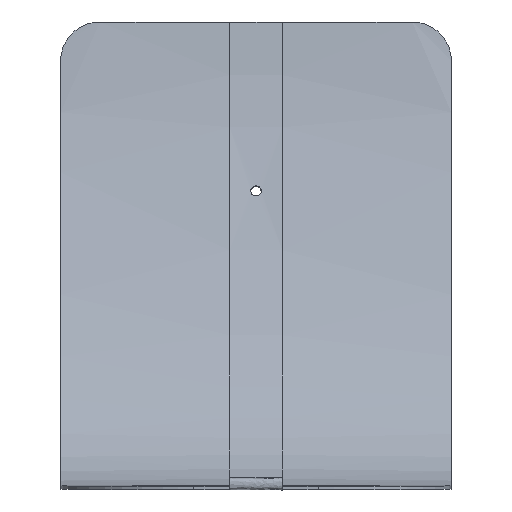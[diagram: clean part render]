
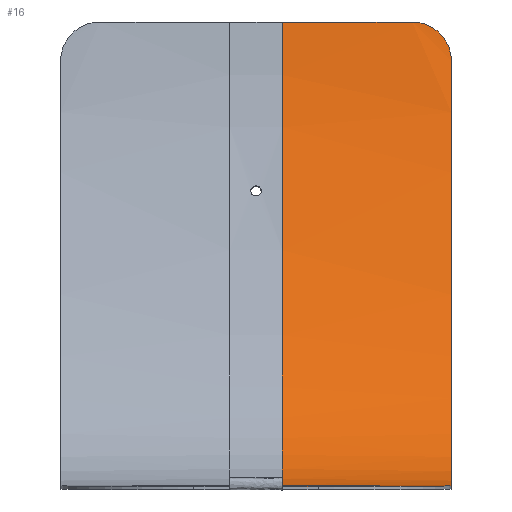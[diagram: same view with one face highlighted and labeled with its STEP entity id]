
A CAD part, front view. The second image highlights one B-rep face of the part: STEP entity #16.
In plain terms, the highlighted free-form (B-spline) face has degree [1, 3] with [2, 7] control points.
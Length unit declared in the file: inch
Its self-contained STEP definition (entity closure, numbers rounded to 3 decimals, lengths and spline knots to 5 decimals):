
#16=ADVANCED_FACE('',(#41),#356,.T.);
#41=FACE_OUTER_BOUND('',#65,.T.);
#65=EDGE_LOOP('',(#97,#98,#99,#100,#101,#102));
#97=ORIENTED_EDGE('',*,*,#242,.F.);
#98=ORIENTED_EDGE('',*,*,#200,.F.);
#99=ORIENTED_EDGE('',*,*,#199,.F.);
#100=ORIENTED_EDGE('',*,*,#201,.T.);
#101=ORIENTED_EDGE('',*,*,#225,.F.);
#102=ORIENTED_EDGE('',*,*,#216,.T.);
#199=EDGE_CURVE('',#310,#309,#261,.T.);
#200=EDGE_CURVE('',#309,#332,#262,.T.);
#201=EDGE_CURVE('',#310,#317,#263,.T.);
#216=EDGE_CURVE('',#316,#336,#278,.T.);
#225=EDGE_CURVE('',#316,#317,#286,.T.);
#242=EDGE_CURVE('',#332,#336,#300,.T.);
#261=B_SPLINE_CURVE_WITH_KNOTS('',3,(#832,#833,#834,#835,#836,#837,#838),
 .UNSPECIFIED.,.F.,.F.,(4,1,1,1,4),(0.,6.00772,6.5,15.40225,
19.52535),.UNSPECIFIED.);
#262=B_SPLINE_CURVE_WITH_KNOTS('',1,(#839,#840),.UNSPECIFIED.,.F.,.F.,(2,
2),(0.,3.07465),.UNSPECIFIED.);
#263=B_SPLINE_CURVE_WITH_KNOTS('',1,(#841,#842),.UNSPECIFIED.,.F.,.F.,(2,
2),(0.,0.84959),.UNSPECIFIED.);
#278=B_SPLINE_CURVE_WITH_KNOTS('',3,(#910,#911,#912,#913,#914,#915,#916),
 .UNSPECIFIED.,.F.,.F.,(4,1,1,1,4),(3.4594,6.00772,6.5,
15.40225,18.58658),.UNSPECIFIED.);
#286=B_SPLINE_CURVE_WITH_KNOTS('',3,(#1000,#1001,#1002,#1003,#1004,#1005,
#1006,#1007,#1008,#1009,#1010,#1011,#1012,#1013,#1014,#1015,#1016,#1017,
#1018,#1019),.UNSPECIFIED.,.F.,.F.,(4,1,1,1,1,1,1,1,1,1,1,1,1,1,1,1,1,4),
(0.,0.26644,0.54137,0.82411,1.11381,
1.40946,1.70992,2.01391,2.32005,2.62692,
2.93305,3.23704,3.53749,3.83314,4.12283,
4.40557,4.68049,4.94693),.UNSPECIFIED.);
#300=B_SPLINE_CURVE_WITH_KNOTS('',3,(#1192,#1193,#1194,#1195,#1196,#1197,
#1198,#1199,#1200,#1201,#1202,#1203,#1204,#1205,#1206,#1207,#1208,#1209,
#1210,#1211),.UNSPECIFIED.,.F.,.F.,(4,1,1,1,1,1,1,1,1,1,1,1,1,1,1,1,1,4),
(0.,0.07826,0.15901,0.24206,0.32715,
0.41399,0.50224,0.59153,0.68145,
0.77159,0.86153,0.95085,1.03914,
1.12604,1.21122,1.29438,1.37527,1.45369),
 .UNSPECIFIED.);
#309=VERTEX_POINT('',#797);
#310=VERTEX_POINT('',#798);
#316=VERTEX_POINT('',#804);
#317=VERTEX_POINT('',#805);
#332=VERTEX_POINT('',#820);
#336=VERTEX_POINT('',#824);
#356=B_SPLINE_SURFACE_WITH_KNOTS('',1,3,((#434,#435,#436,#437,#438,#439,
#440),(#441,#442,#443,#444,#445,#446,#447)),.UNSPECIFIED.,.F.,.F.,.F.,(2,
2),(4,1,1,1,4),(0.,4.),(0.,6.00772,6.5,15.40225,19.52535),
 .UNSPECIFIED.);
#434=CARTESIAN_POINT('',(16.88788,0.32755,0.));
#435=CARTESIAN_POINT('',(16.88788,2.00257,0.));
#436=CARTESIAN_POINT('',(16.88788,4.15271,0.04492));
#437=CARTESIAN_POINT('',(16.88788,9.33238,-0.07897));
#438=CARTESIAN_POINT('',(16.88788,11.69553,5.74506));
#439=CARTESIAN_POINT('',(16.88788,12.8358,9.63547));
#440=CARTESIAN_POINT('',(16.88788,13.,11.));
#441=CARTESIAN_POINT('',(20.88788,0.32755,0.));
#442=CARTESIAN_POINT('',(20.88788,2.00257,0.));
#443=CARTESIAN_POINT('',(20.88788,4.15271,0.04492));
#444=CARTESIAN_POINT('',(20.88788,9.33238,-0.07897));
#445=CARTESIAN_POINT('',(20.88788,11.69553,5.74506));
#446=CARTESIAN_POINT('',(20.88788,12.8358,9.63547));
#447=CARTESIAN_POINT('',(20.88788,13.,11.));
#797=CARTESIAN_POINT('',(16.88788,13.,11.));
#798=CARTESIAN_POINT('',(16.88788,0.32755,0.));
#804=CARTESIAN_POINT('',(20.88788,3.47796,0.01752));
#805=CARTESIAN_POINT('',(17.73747,0.32755,0.));
#820=CARTESIAN_POINT('',(19.96253,13.,11.));
#824=CARTESIAN_POINT('',(20.88788,12.85822,10.08503));
#832=CARTESIAN_POINT('',(16.88788,0.32755,0.));
#833=CARTESIAN_POINT('',(16.88788,2.00257,0.));
#834=CARTESIAN_POINT('',(16.88788,4.15271,0.04492));
#835=CARTESIAN_POINT('',(16.88788,9.33238,-0.07897));
#836=CARTESIAN_POINT('',(16.88788,11.69553,5.74506));
#837=CARTESIAN_POINT('',(16.88788,12.8358,9.63547));
#838=CARTESIAN_POINT('',(16.88788,13.,11.));
#839=CARTESIAN_POINT('',(16.88788,13.,11.));
#840=CARTESIAN_POINT('',(19.96253,13.,11.));
#841=CARTESIAN_POINT('',(16.88788,0.32755,0.));
#842=CARTESIAN_POINT('',(17.73747,0.32755,0.));
#910=CARTESIAN_POINT('',(20.88788,3.47796,0.01752));
#911=CARTESIAN_POINT('',(20.88788,4.30138,0.02028));
#912=CARTESIAN_POINT('',(20.88788,5.31609,0.0171));
#913=CARTESIAN_POINT('',(20.88788,9.33238,-0.07897));
#914=CARTESIAN_POINT('',(20.88788,11.53142,5.3406));
#915=CARTESIAN_POINT('',(20.88788,12.66553,9.06574));
#916=CARTESIAN_POINT('',(20.88788,12.85822,10.08503));
#1000=CARTESIAN_POINT('',(20.88788,3.47796,0.01752));
#1001=CARTESIAN_POINT('',(20.88788,3.38914,0.01722));
#1002=CARTESIAN_POINT('',(20.88024,3.2086,0.01648));
#1003=CARTESIAN_POINT('',(20.84507,2.93582,0.01504));
#1004=CARTESIAN_POINT('',(20.78423,2.65961,0.0133));
#1005=CARTESIAN_POINT('',(20.69648,2.38345,0.01136));
#1006=CARTESIAN_POINT('',(20.58117,2.11116,0.00934));
#1007=CARTESIAN_POINT('',(20.43837,1.84678,0.00735));
#1008=CARTESIAN_POINT('',(20.26894,1.59438,0.00551));
#1009=CARTESIAN_POINT('',(20.07452,1.35789,0.00389));
#1010=CARTESIAN_POINT('',(19.85754,1.14091,0.00257));
#1011=CARTESIAN_POINT('',(19.62105,0.94649,0.00156));
#1012=CARTESIAN_POINT('',(19.36865,0.77706,0.00085));
#1013=CARTESIAN_POINT('',(19.10427,0.63426,0.00041));
#1014=CARTESIAN_POINT('',(18.83198,0.51894,0.00016));
#1015=CARTESIAN_POINT('',(18.55582,0.43119,0.00004));
#1016=CARTESIAN_POINT('',(18.2796,0.37036,0.00001));
#1017=CARTESIAN_POINT('',(18.00683,0.33519,0.));
#1018=CARTESIAN_POINT('',(17.82628,0.32755,0.));
#1019=CARTESIAN_POINT('',(17.73747,0.32755,0.));
#1192=CARTESIAN_POINT('',(19.96253,13.,11.));
#1193=CARTESIAN_POINT('',(19.98861,13.,11.));
#1194=CARTESIAN_POINT('',(20.04165,12.99973,10.99777));
#1195=CARTESIAN_POINT('',(20.12177,12.99849,10.98751));
#1196=CARTESIAN_POINT('',(20.2029,12.99633,10.96978));
#1197=CARTESIAN_POINT('',(20.28401,12.99318,10.9442));
#1198=CARTESIAN_POINT('',(20.36399,12.98895,10.91059));
#1199=CARTESIAN_POINT('',(20.44165,12.98361,10.86899));
#1200=CARTESIAN_POINT('',(20.51578,12.97709,10.81964));
#1201=CARTESIAN_POINT('',(20.58525,12.9694,10.76305));
#1202=CARTESIAN_POINT('',(20.64898,12.96052,10.69993));
#1203=CARTESIAN_POINT('',(20.70609,12.9505,10.63117));
#1204=CARTESIAN_POINT('',(20.75585,12.93942,10.55783));
#1205=CARTESIAN_POINT('',(20.7978,12.92739,10.48106));
#1206=CARTESIAN_POINT('',(20.83167,12.91454,10.40205));
#1207=CARTESIAN_POINT('',(20.85744,12.90104,10.32197));
#1208=CARTESIAN_POINT('',(20.87531,12.88706,10.24193));
#1209=CARTESIAN_POINT('',(20.88564,12.87281,10.16295));
#1210=CARTESIAN_POINT('',(20.88788,12.86308,10.11072));
#1211=CARTESIAN_POINT('',(20.88788,12.85822,10.08503));
